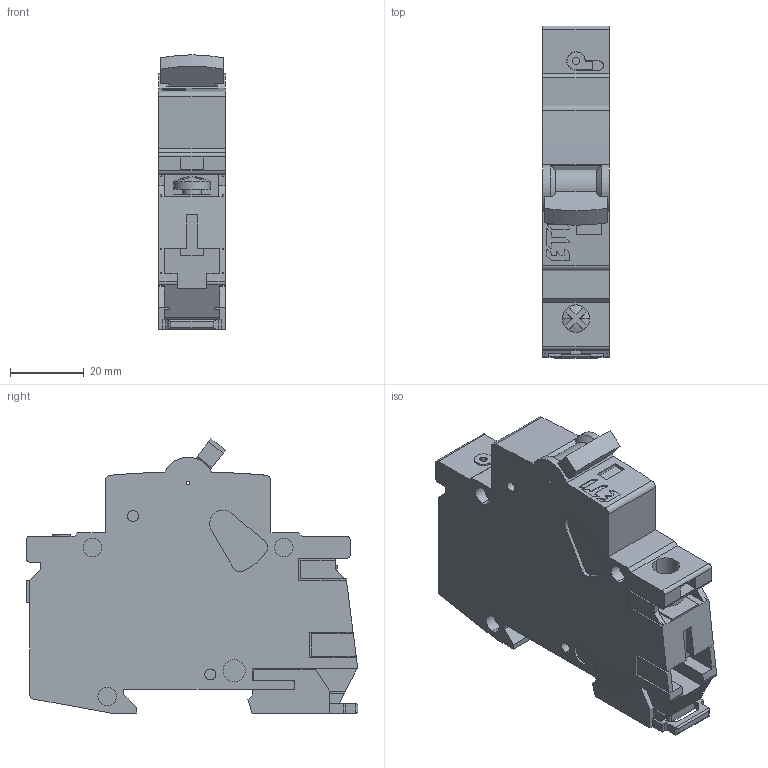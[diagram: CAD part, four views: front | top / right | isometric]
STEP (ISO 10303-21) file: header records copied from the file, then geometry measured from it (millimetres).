
FILE_DESCRIPTION((''),'2;1');
FILE_NAME('KK_ASM','2021-08-24T',('marketing.praksa'),('Audax d.o.o.'),'CREO PARAMETRIC BY PTC INC, 2017480','CREO PARAMETRIC BY PTC INC, 2017480','');
FILE_SCHEMA(('AUTOMOTIVE_DESIGN { 1 0 10303 214 1 1 1 1 }'));
Length unit declared in the file: millimetre
Products named in the file (8): ETIMAT_11-QC_AF0_1_1; DZWIGNIA_ETIMAT11_1_1; ZAPINKA_ETIMAT10_1_1; ALUMINIJ; SCREW; PRT9542; PRT9543; KK_ASM
Assembly tree (7 placements, depth 2):
  KK_ASM
    ETIMAT_11-QC_AF0_1_1
    DZWIGNIA_ETIMAT11_1_1
    ZAPINKA_ETIMAT10_1_1
    ALUMINIJ
    SCREW
    PRT9542
    PRT9543
Bounding box: 18 x 90.09 x 74.47 mm (x, y, z)
Volume: 80690.1 mm3; surface area: 21949.6 mm2
Topology: 9 solids, 9 shells, 457 faces, 1278 edges, 858 vertices
Faces by surface type: plane 310, cylinder 143, cone 2, bspline 2
Entity records: 22889 total; most frequent: CARTESIAN_POINT 3231, ORIENTED_EDGE 2556, DIRECTION 2430, PRESENTATION_STYLE_ASSIGNMENT 1744, STYLED_ITEM 1744, CURVE_STYLE 1278, EDGE_CURVE 1278, VECTOR 902
